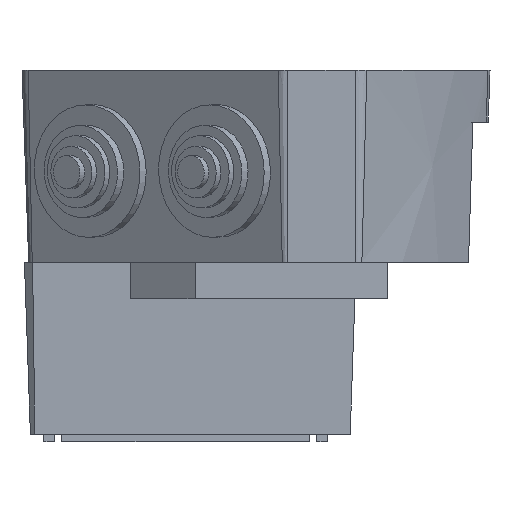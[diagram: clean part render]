
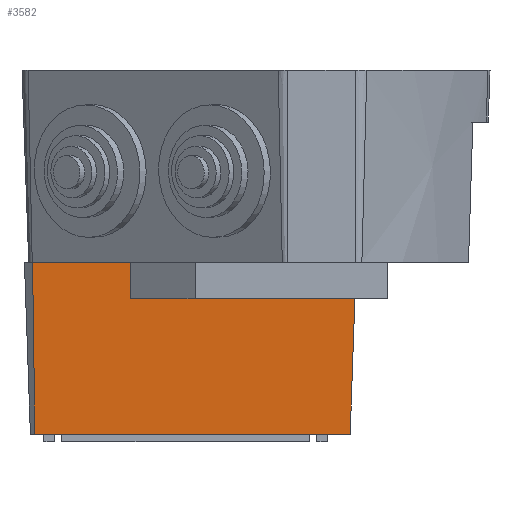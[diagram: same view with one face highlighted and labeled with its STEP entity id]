
A CAD part, front view. The second image highlights one B-rep face of the part: STEP entity #3582.
In plain terms, the highlighted planar face has unit normal (0, -0.999, -0.035).
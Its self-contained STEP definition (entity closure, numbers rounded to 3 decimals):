
#1080=FACE_OUTER_BOUND('',#1288,.T.);
#1288=EDGE_LOOP('',(#3059,#3060,#3061,#3062,#3063));
#1363=LINE('',#5092,#1626);
#1536=LINE('',#6645,#1799);
#1537=LINE('',#6650,#1800);
#1541=LINE('',#6657,#1804);
#1542=LINE('',#6658,#1805);
#1626=VECTOR('',#4060,10.);
#1799=VECTOR('',#4623,10.);
#1800=VECTOR('',#4630,10.);
#1804=VECTOR('',#4636,10.);
#1805=VECTOR('',#4637,10.);
#1885=VERTEX_POINT('',#5090);
#1886=VERTEX_POINT('',#5091);
#2053=VERTEX_POINT('',#6635);
#2057=VERTEX_POINT('',#6643);
#2058=VERTEX_POINT('',#6649);
#2153=EDGE_CURVE('',#1885,#1886,#1363,.T.);
#2410=EDGE_CURVE('',#2053,#2057,#1536,.T.);
#2411=EDGE_CURVE('',#2058,#2053,#1537,.T.);
#2415=EDGE_CURVE('',#1886,#2057,#1541,.T.);
#2416=EDGE_CURVE('',#2058,#1885,#1542,.T.);
#3059=ORIENTED_EDGE('',*,*,#2410,.T.);
#3060=ORIENTED_EDGE('',*,*,#2415,.F.);
#3061=ORIENTED_EDGE('',*,*,#2153,.F.);
#3062=ORIENTED_EDGE('',*,*,#2416,.F.);
#3063=ORIENTED_EDGE('',*,*,#2411,.T.);
#3423=PLANE('',#3852);
#3582=ADVANCED_FACE('',(#1080),#3423,.T.);
#3852=AXIS2_PLACEMENT_3D('',#6656,#4634,#4635);
#4060=DIRECTION('',(1.,0.,0.));
#4623=DIRECTION('',(1.,0.,0.));
#4630=DIRECTION('',(0.014,0.035,-0.999));
#4634=DIRECTION('center_axis',(0.,-0.999,
-0.035));
#4635=DIRECTION('ref_axis',(-1.,0.,0.));
#4636=DIRECTION('',(-0.035,0.035,-0.999));
#4637=DIRECTION('',(1.,0.,0.));
#5090=CARTESIAN_POINT('',(-24.177,-35.652,-37.));
#5091=CARTESIAN_POINT('',(19.26,-35.652,-37.));
#5092=CARTESIAN_POINT('',(-21.484,-35.652,-37.));
#6635=CARTESIAN_POINT('',(-42.522,-34.5,-70.));
#6643=CARTESIAN_POINT('',(18.108,-34.5,-70.));
#6645=CARTESIAN_POINT('',(25.23,-34.5,-70.));
#6649=CARTESIAN_POINT('',(-42.969,-35.652,-37.));
#6650=CARTESIAN_POINT('',(-42.969,-35.652,-37.014));
#6656=CARTESIAN_POINT('Origin',(-42.969,-35.652,-37.));
#6657=CARTESIAN_POINT('',(19.222,-35.614,-38.084));
#6658=CARTESIAN_POINT('',(-21.484,-35.652,-37.));
